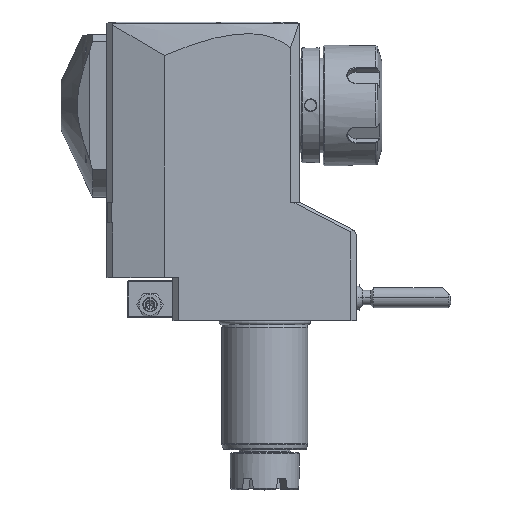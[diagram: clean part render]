
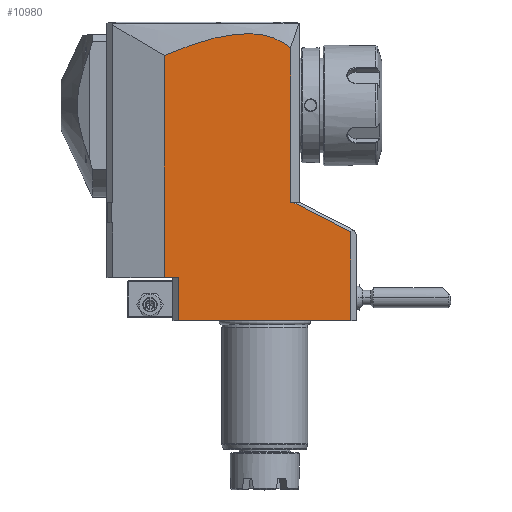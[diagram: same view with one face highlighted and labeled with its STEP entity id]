
A CAD part, top view. The second image highlights one B-rep face of the part: STEP entity #10980.
In plain terms, the highlighted planar face has unit normal (0, 0, 1).
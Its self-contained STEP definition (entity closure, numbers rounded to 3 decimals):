
#69=DIRECTION('',(0.,1.,0.));
#70=VECTOR('',#69,77.292);
#71=CARTESIAN_POINT('',(-12.,-26.,32.));
#72=LINE('',#71,#70);
#73=CARTESIAN_POINT('',(32.,53.997,32.));
#74=CARTESIAN_POINT('',(31.765,54.193,32.));
#75=CARTESIAN_POINT('',(31.29,54.57,32.));
#76=CARTESIAN_POINT('',(30.564,55.098,32.));
#77=CARTESIAN_POINT('',(29.821,55.589,32.));
#78=CARTESIAN_POINT('',(29.063,56.044,32.));
#79=CARTESIAN_POINT('',(28.283,56.466,32.));
#80=CARTESIAN_POINT('',(27.479,56.856,32.));
#81=CARTESIAN_POINT('',(26.651,57.214,32.));
#82=CARTESIAN_POINT('',(25.796,57.54,32.));
#83=CARTESIAN_POINT('',(24.907,57.836,32.));
#84=CARTESIAN_POINT('',(23.982,58.1,32.));
#85=CARTESIAN_POINT('',(23.019,58.331,32.));
#86=CARTESIAN_POINT('',(22.01,58.529,32.));
#87=CARTESIAN_POINT('',(20.95,58.692,32.));
#88=CARTESIAN_POINT('',(19.835,58.816,32.));
#89=CARTESIAN_POINT('',(18.657,58.901,32.));
#90=CARTESIAN_POINT('',(17.408,58.941,32.));
#91=CARTESIAN_POINT('',(16.083,58.932,32.));
#92=CARTESIAN_POINT('',(14.668,58.87,32.));
#93=CARTESIAN_POINT('',(13.148,58.746,32.));
#94=CARTESIAN_POINT('',(11.511,58.554,32.));
#95=CARTESIAN_POINT('',(9.749,58.284,32.));
#96=CARTESIAN_POINT('',(7.854,57.928,32.));
#97=CARTESIAN_POINT('',(5.834,57.479,32.));
#98=CARTESIAN_POINT('',(3.705,56.938,32.));
#99=CARTESIAN_POINT('',(1.457,56.296,32.));
#100=CARTESIAN_POINT('',(-0.924,55.547,32.));
#101=CARTESIAN_POINT('',(-3.446,54.684,32.));
#102=CARTESIAN_POINT('',(-6.119,53.697,32.));
#103=CARTESIAN_POINT('',(-8.955,52.579,32.));
#104=CARTESIAN_POINT('',(-10.966,51.737,32.));
#105=CARTESIAN_POINT('',(-12.,51.292,32.));
#107=DIRECTION('',(0.,-1.,0.));
#108=VECTOR('',#107,53.997);
#109=CARTESIAN_POINT('',(32.,53.997,32.));
#110=LINE('',#109,#108);
#111=DIRECTION('',(-0.891,0.454,0.));
#112=VECTOR('',#111,22.254);
#113=CARTESIAN_POINT('',(53.,-10.103,32.));
#114=LINE('',#113,#112);
#119=DIRECTION('',(0.,1.,0.));
#120=VECTOR('',#119,30.897);
#121=CARTESIAN_POINT('',(53.,-41.,32.));
#122=LINE('',#121,#120);
#257=DIRECTION('',(0.,-1.,0.));
#258=VECTOR('',#257,15.);
#259=CARTESIAN_POINT('',(-7.,-26.,32.));
#260=LINE('',#259,#258);
#281=DIRECTION('',(-1.,0.,0.));
#282=VECTOR('',#281,60.);
#283=CARTESIAN_POINT('',(53.,-41.,32.));
#284=LINE('',#283,#282);
#2186=DIRECTION('',(1.,0.,0.));
#2187=VECTOR('',#2186,5.);
#2188=CARTESIAN_POINT('',(-12.,-26.,32.));
#2189=LINE('',#2188,#2187);
#2467=DIRECTION('',(1.,0.,0.));
#2468=VECTOR('',#2467,1.171);
#2469=CARTESIAN_POINT('',(32.,0.,32.));
#2470=LINE('',#2469,#2468);
#9657=VERTEX_POINT('',#73);
#9658=VERTEX_POINT('',#105);
#9991=CARTESIAN_POINT('',(33.171,0.,32.));
#9993=VERTEX_POINT('',#9991);
#9997=CARTESIAN_POINT('',(53.,-10.103,32.));
#9998=VERTEX_POINT('',#9997);
#10015=CARTESIAN_POINT('',(32.,0.,32.));
#10016=VERTEX_POINT('',#10015);
#10115=CARTESIAN_POINT('',(-7.,-26.,32.));
#10116=VERTEX_POINT('',#10115);
#10581=CARTESIAN_POINT('',(-12.,-26.,32.));
#10583=VERTEX_POINT('',#10581);
#10595=CARTESIAN_POINT('',(53.,-41.,32.));
#10596=VERTEX_POINT('',#10595);
#10597=CARTESIAN_POINT('',(-7.,-41.,32.));
#10598=VERTEX_POINT('',#10597);
#10956=CARTESIAN_POINT('',(-32.,0.,32.));
#10957=DIRECTION('',(0.,0.,1.));
#10958=DIRECTION('',(1.,0.,0.));
#10959=AXIS2_PLACEMENT_3D('',#10956,#10957,#10958);
#10960=PLANE('',#10959);
#10962=ORIENTED_EDGE('',*,*,#10961,.F.);
#10964=ORIENTED_EDGE('',*,*,#10963,.T.);
#10966=ORIENTED_EDGE('',*,*,#10965,.F.);
#10968=ORIENTED_EDGE('',*,*,#10967,.F.);
#10969=ORIENTED_EDGE('',*,*,#10940,.T.);
#10971=ORIENTED_EDGE('',*,*,#10970,.F.);
#10973=ORIENTED_EDGE('',*,*,#10972,.T.);
#10975=ORIENTED_EDGE('',*,*,#10974,.T.);
#10977=ORIENTED_EDGE('',*,*,#10976,.F.);
#10978=EDGE_LOOP('',(#10962,#10964,#10966,#10968,#10969,#10971,#10973,#10975,
#10977));
#10979=FACE_OUTER_BOUND('',#10978,.F.);
#106=B_SPLINE_CURVE_WITH_KNOTS('',3,(#73,#74,#75,#76,#77,#78,#79,#80,#81,#82,
#83,#84,#85,#86,#87,#88,#89,#90,#91,#92,#93,#94,#95,#96,#97,#98,#99,#100,#101,
#102,#103,#104,#105),.UNSPECIFIED.,.F.,.F.,(4,1,1,1,1,1,1,1,1,1,1,1,1,1,1,1,1,1,
1,1,1,1,1,1,1,1,1,1,1,1,4),(0.,0.033,0.067,0.1,
0.133,0.167,0.2,0.233,0.267,
0.3,0.333,0.367,0.4,0.433,
0.467,0.5,0.533,0.567,0.6,
0.633,0.667,0.7,0.733,0.767,
0.8,0.833,0.867,0.9,0.933,
0.967,1.),.UNSPECIFIED.);
#10940=EDGE_CURVE('',#10583,#9658,#72,.T.);
#10961=EDGE_CURVE('',#10596,#9998,#122,.T.);
#10963=EDGE_CURVE('',#10596,#10598,#284,.T.);
#10965=EDGE_CURVE('',#10116,#10598,#260,.T.);
#10967=EDGE_CURVE('',#10583,#10116,#2189,.T.);
#10970=EDGE_CURVE('',#9657,#9658,#106,.T.);
#10972=EDGE_CURVE('',#9657,#10016,#110,.T.);
#10974=EDGE_CURVE('',#10016,#9993,#2470,.T.);
#10976=EDGE_CURVE('',#9998,#9993,#114,.T.);
#10980=ADVANCED_FACE('',(#10979),#10960,.T.);
